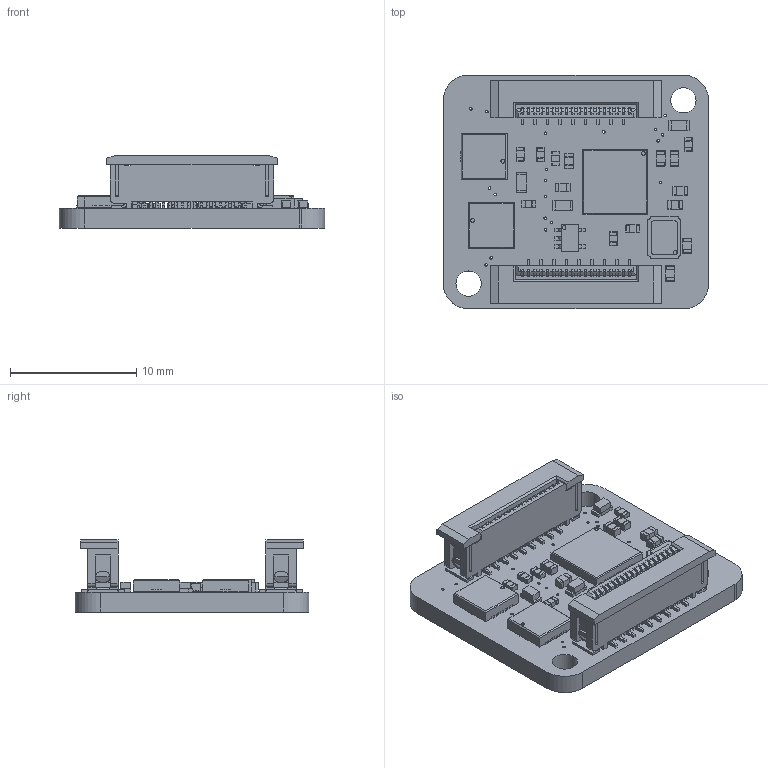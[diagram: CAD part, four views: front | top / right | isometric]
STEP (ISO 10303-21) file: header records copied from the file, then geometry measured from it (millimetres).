
FILE_DESCRIPTION(/* description */ (''),/* implementation_level */ '2;1');
FILE_NAME(/* name */ 'clvHd_EMG v1.step',/* time_stamp */ '2021-11-27T15:20:29+00:00',/* author */ (''),/* organization */ (''),/* preprocessor_version */ 'ST-DEVELOPER v18.1',/* originating_system */ 'Autodesk Translation Framework v10.10.0.1391',/* authorisation */ '');
FILE_SCHEMA (('AUTOMOTIVE_DESIGN { 1 0 10303 214 3 1 1 }'));
Length unit declared in the file: millimetre
Products named in the file (13): clvHd_EMG; Board; Packages; RSG28_3P6X3P6_TEX; SMD-3225_4P; CHIP-LED0603; R0402; C0402; R0402 (1); SN74LVC86ARGYR; XF2J-1824-12; SN74LVC86ARGYR (1); SOT65P210X110-5N
Assembly tree (27 placements, depth 3):
  clvHd_EMG
    Board
    Packages
      RSG28_3P6X3P6_TEX
      SMD-3225_4P
      CHIP-LED0603  x3
      R0402
      C0402  x8
      R0402 (1)  x6
      SN74LVC86ARGYR
      XF2J-1824-12  x2
      SN74LVC86ARGYR (1)
      SOT65P210X110-5N
Bounding box: 21 x 18.5 x 5.72 mm (x, y, z)
Volume: 882.4 mm3; surface area: 2009.6 mm2
Topology: 54 solids, 54 shells, 3087 faces, 7735 edges, 4820 vertices
Faces by surface type: plane 2235, cylinder 612, sphere 240
Full cylindrical faces by diameter (mm): 0.2 x54, 0.3 x4, 2 x2
Entity records: 52145 total; most frequent: CARTESIAN_POINT 8845, ORIENTED_EDGE 8698, DIRECTION 8318, EDGE_CURVE 4349, LINE 3792, VECTOR 3792, VERTEX_POINT 2790, AXIS2_PLACEMENT_3D 2263
